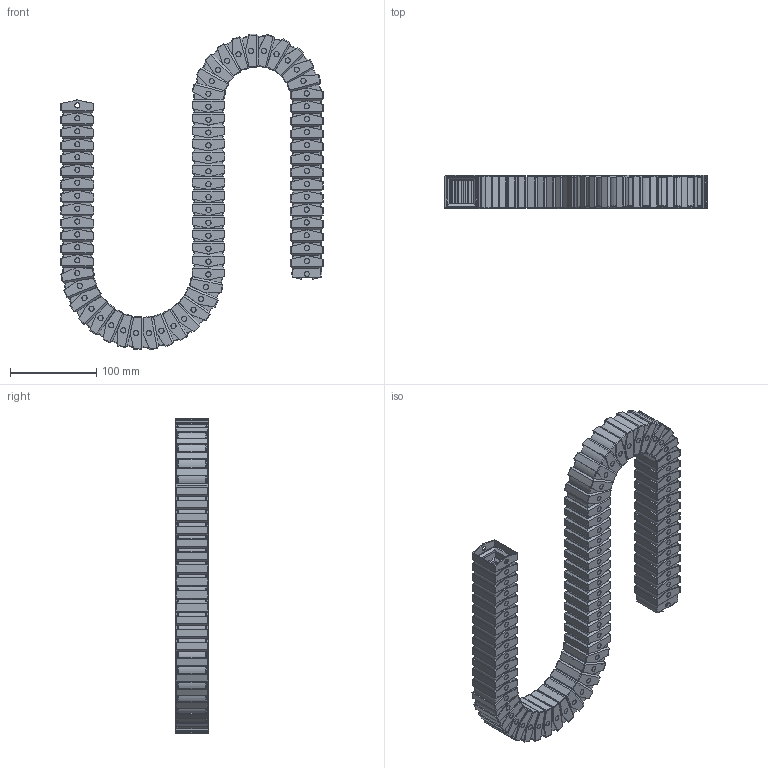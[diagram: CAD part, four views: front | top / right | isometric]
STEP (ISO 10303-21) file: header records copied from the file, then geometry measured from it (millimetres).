
FILE_DESCRIPTION (( 'STEP AP214' ), '1' );
FILE_NAME ('WCP-0370.step', '2023-01-10T23:42:21', ( '' ), ( '' ), 'SwSTEP 2.0', 'SolidWorks 2020', '' );
FILE_SCHEMA (( 'AUTOMOTIVE_DESIGN' ));
Length unit declared in the file: inch
Products named in the file (2): WCP-0370; WCP-0370-001 Rev1
Assembly tree (67 placements, depth 2):
  WCP-0370
    WCP-0370-001 Rev1  x67
Bounding box: 304.97 x 38.1 x 366.58 mm (x, y, z)
Volume: 378572.1 mm3; surface area: 468571.4 mm2
Topology: 67 solids, 67 shells, 5360 faces, 14472 edges, 9380 vertices
Faces by surface type: plane 3618, cylinder 1474, torus 268
Entity records: 3138 total; most frequent: CARTESIAN_POINT 630, DIRECTION 520, ORIENTED_EDGE 432, EDGE_CURVE 216, AXIS2_PLACEMENT_3D 182, VECTOR 156, LINE 156, VERTEX_POINT 140
